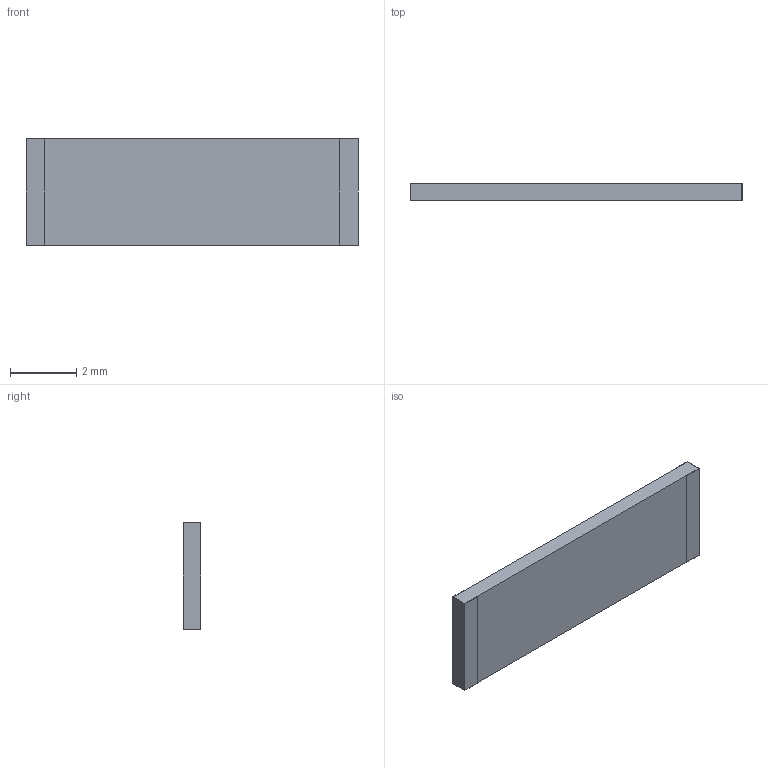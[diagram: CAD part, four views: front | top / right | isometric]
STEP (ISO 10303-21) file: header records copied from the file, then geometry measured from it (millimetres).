
FILE_DESCRIPTION (( 'STEP AP214' ), '1' );
FILE_NAME ('ILA.01_Web.STEP', '2024-08-27T10:49:09', ( '' ), ( '' ), 'SwSTEP 2.0', 'SolidWorks 2022', '' );
FILE_SCHEMA (( 'AUTOMOTIVE_DESIGN' ));
Length unit declared in the file: millimetre
Products named in the file (1): ILA.01_Web
Bounding box: 10.02 x 0.52 x 3.2 mm (x, y, z)
Volume: 16.1 mm3; surface area: 103.9 mm2
Topology: 10 solids, 10 shells, 85 faces, 195 edges, 130 vertices
Faces by surface type: plane 61, bspline 24
Entity records: 3866 total; most frequent: CARTESIAN_POINT 1911, ORIENTED_EDGE 390, DIRECTION 271, EDGE_CURVE 195, VECTOR 147, LINE 147, VERTEX_POINT 130, EDGE_LOOP 87
